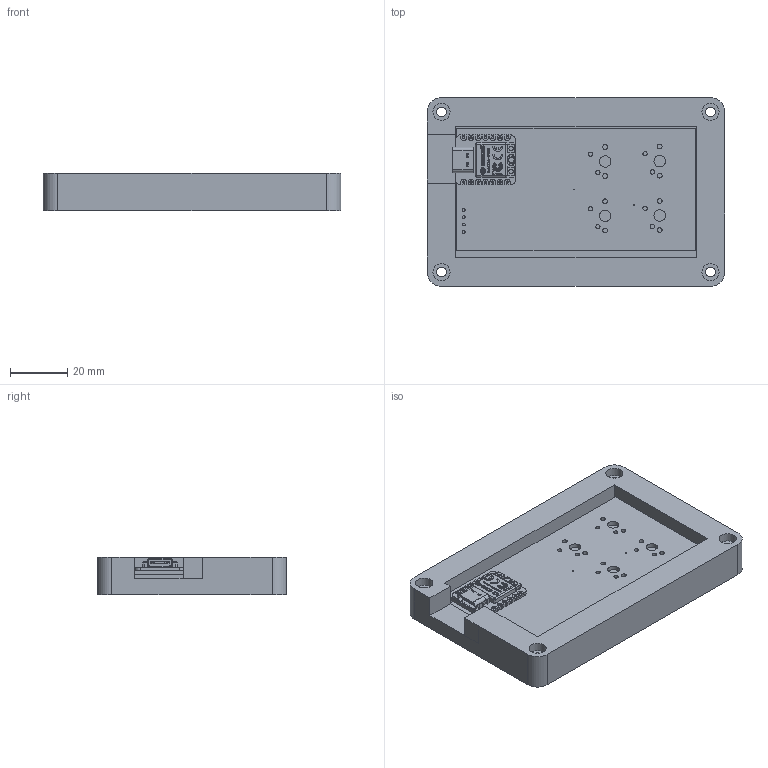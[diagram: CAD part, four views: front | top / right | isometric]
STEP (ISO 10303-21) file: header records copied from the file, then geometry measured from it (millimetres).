
FILE_DESCRIPTION(/* description */ ('STEP AP242 Edition 2','CAx-IF Rec.Pracs.---Representation and Presentation of Product Manufacturing Information (PMI)---4.0---2014-10-13','CAx-IF Rec.Pracs.---3D Tessellated Geometry---0.4---2014-09-14','2;1','CAx-IF Rec.Pracs.---User Defined Attributes---1.5---2016-08-15'),/* implementation_level */ '2;1');
FILE_NAME(/* name */ '69345f1f73635a02deff860f',/* time_stamp */ '2025-12-06T16:51:45Z',/* author */ (''),/* organization */ (''),/* preprocessor_version */ 'ST-DEVELOPER v20',/* originating_system */ 'ONSHAPE BY PTC INC, 1.207',/* authorisation */ ' ');
FILE_SCHEMA (('AP242_MANAGED_MODEL_BASED_3D_ENGINEERING_MIM_LF { 1 0 10303 442 3 1 4 }'));
Length unit declared in the file: millimetre
Products named in the file (89): Untitled v8; Taps Easy Copy And Paste V2_PCB; Taps easy copy and paste ; Seeed Studio XIAO RP2040 v26 <1>; Seeed Studio XIAO RP2040 v26; main <1>; main; type-c v2; smd_button v3(Mirror); SK6805-2.4x2.7 v1 <1>; DOUT; DIN; VSS; Shell; VDD; smd_button v3
Assembly tree (88 placements, depth 5):
  Untitled v8
    Taps Easy Copy And Paste V2_PCB
    Taps easy copy and paste 
    Seeed Studio XIAO RP2040 v26 <1>
      Seeed Studio XIAO RP2040 v26
      Seeed Studio XIAO RP2040 v26
      Seeed Studio XIAO RP2040 v26
      Seeed Studio XIAO RP2040 v26
      Seeed Studio XIAO RP2040 v26
      Seeed Studio XIAO RP2040 v26
      Seeed Studio XIAO RP2040 v26
      Seeed Studio XIAO RP2040 v26
      Seeed Studio XIAO RP2040 v26
      Seeed Studio XIAO RP2040 v26
      Seeed Studio XIAO RP2040 v26
      Seeed Studio XIAO RP2040 v26
      Seeed Studio XIAO RP2040 v26
      Seeed Studio XIAO RP2040 v26
      Seeed Studio XIAO RP2040 v26
      Seeed Studio XIAO RP2040 v26
      Seeed Studio XIAO RP2040 v26
      Seeed Studio XIAO RP2040 v26
      Seeed Studio XIAO RP2040 v26
      Seeed Studio XIAO RP2040 v26
      Seeed Studio XIAO RP2040 v26
      Seeed Studio XIAO RP2040 v26
      Seeed Studio XIAO RP2040 v26
      Seeed Studio XIAO RP2040 v26
      Seeed Studio XIAO RP2040 v26
      Seeed Studio XIAO RP2040 v26
      Seeed Studio XIAO RP2040 v26
      Seeed Studio XIAO RP2040 v26
      Seeed Studio XIAO RP2040 v26
      Seeed Studio XIAO RP2040 v26
      Seeed Studio XIAO RP2040 v26
      Seeed Studio XIAO RP2040 v26
      Seeed Studio XIAO RP2040 v26
      Seeed Studio XIAO RP2040 v26
      Seeed Studio XIAO RP2040 v26
      Seeed Studio XIAO RP2040 v26
      main <1>
        main
        type-c v2
        type-c v2
        main
        main
        type-c v2
        type-c v2
        type-c v2
        main
        type-c v2
        type-c v2
        main
        type-c v2
        type-c v2
        main
        type-c v2
        type-c v2
        type-c v2
        type-c v2
Bounding box: 104 x 66 x 13 mm (x, y, z)
Volume: 54400.9 mm3; surface area: 30752.1 mm2
Topology: 85 solids, 85 shells, 1315 faces, 3336 edges, 2186 vertices
Faces by surface type: plane 867, cylinder 302, bspline 117, torus 12, sphere 11, cone 6
Full cylindrical faces by diameter (mm): 0.3 x3, 0.4 x1, 0.5 x2, 0.8 x14, 0.889 x14, 1 x4, 1.5 x10, 1.7 x8, 2 x1, 3.4 x4, 4 x4, 6 x4
Entity records: 43354 total; most frequent: CARTESIAN_POINT 8626, ORIENTED_EDGE 6510, DIRECTION 6145, EDGE_CURVE 3255, LINE 2325, VECTOR 2325, VERTEX_POINT 2184, AXIS2_PLACEMENT_3D 1910
